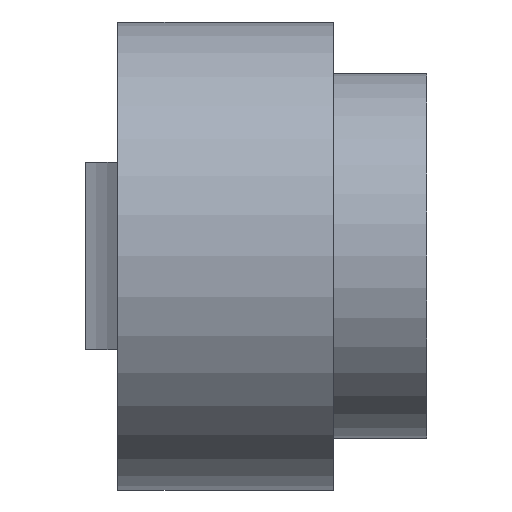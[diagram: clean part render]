
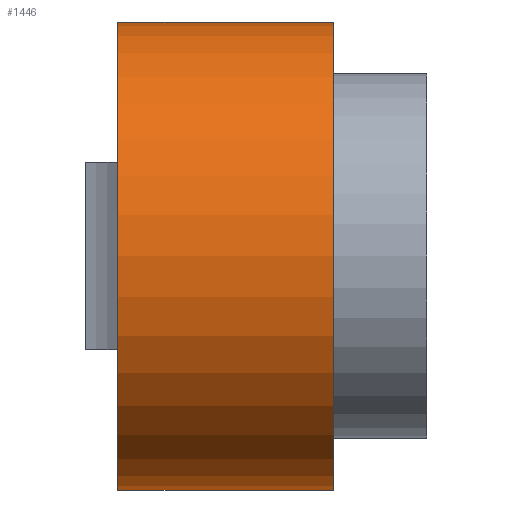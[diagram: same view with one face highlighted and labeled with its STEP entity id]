
A CAD part, front view. The second image highlights one B-rep face of the part: STEP entity #1446.
In plain terms, the highlighted cylindrical face has radius 25 mm (diameter 50 mm), a partial arc.
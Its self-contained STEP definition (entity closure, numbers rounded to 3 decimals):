
#1 = CARTESIAN_POINT ( 'NONE',  ( -143., 0., 0. ) ) ;
#176 = DIRECTION ( 'NONE',  ( 1., 0., 0. ) ) ;
#186 = CYLINDRICAL_SURFACE ( 'NONE', #197, 25. ) ;
#197 = AXIS2_PLACEMENT_3D ( 'NONE', #1, #1222, #1096 ) ;
#286 = DIRECTION ( 'NONE',  ( 0., 0., -1. ) ) ;
#320 = DIRECTION ( 'NONE',  ( 1., 0., 0. ) ) ;
#367 = VERTEX_POINT ( 'NONE', #642 ) ;
#435 = CARTESIAN_POINT ( 'NONE',  ( -143., 0., -25. ) ) ;
#626 = CARTESIAN_POINT ( 'NONE',  ( -120., 0., 25. ) ) ;
#642 = CARTESIAN_POINT ( 'NONE',  ( -143., 0., 25. ) ) ;
#676 = EDGE_CURVE ( 'NONE', #367, #1891, #1345, .T. ) ;
#767 = FACE_OUTER_BOUND ( 'NONE', #1541, .T. ) ;
#769 = VERTEX_POINT ( 'NONE', #1405 ) ;
#804 = CIRCLE ( 'NONE', #1726, 25. ) ;
#824 = DIRECTION ( 'NONE',  ( 0., 0., -1. ) ) ;
#965 = ORIENTED_EDGE ( 'NONE', *, *, #1225, .F. ) ;
#1072 = CARTESIAN_POINT ( 'NONE',  ( -143., 0., 0. ) ) ;
#1096 = DIRECTION ( 'NONE',  ( 0., 0., 1. ) ) ;
#1124 = EDGE_CURVE ( 'NONE', #1891, #769, #1800, .T. ) ;
#1131 = ORIENTED_EDGE ( 'NONE', *, *, #676, .T. ) ;
#1222 = DIRECTION ( 'NONE',  ( 1., 0., 0. ) ) ;
#1225 = EDGE_CURVE ( 'NONE', #1954, #769, #804, .T. ) ;
#1236 = CARTESIAN_POINT ( 'NONE',  ( -143., 0., 25. ) ) ;
#1304 = ORIENTED_EDGE ( 'NONE', *, *, #1965, .F. ) ;
#1327 = ORIENTED_EDGE ( 'NONE', *, *, #1124, .T. ) ;
#1345 = CIRCLE ( 'NONE', #1594, 25. ) ;
#1370 = LINE ( 'NONE', #1236, #1436 ) ;
#1405 = CARTESIAN_POINT ( 'NONE',  ( -120., 0., -25. ) ) ;
#1436 = VECTOR ( 'NONE', #320, 1000. ) ;
#1446 = ADVANCED_FACE ( 'NONE', ( #767 ), #186, .T. ) ;
#1541 = EDGE_LOOP ( 'NONE', ( #1131, #1327, #965, #1304 ) ) ;
#1594 = AXIS2_PLACEMENT_3D ( 'NONE', #1072, #176, #286 ) ;
#1654 = DIRECTION ( 'NONE',  ( 1., 0., 0. ) ) ;
#1670 = VECTOR ( 'NONE', #1654, 1000. ) ;
#1726 = AXIS2_PLACEMENT_3D ( 'NONE', #1890, #1907, #824 ) ;
#1800 = LINE ( 'NONE', #435, #1670 ) ;
#1890 = CARTESIAN_POINT ( 'NONE',  ( -120., 0., 0. ) ) ;
#1891 = VERTEX_POINT ( 'NONE', #1958 ) ;
#1907 = DIRECTION ( 'NONE',  ( 1., 0., 0. ) ) ;
#1954 = VERTEX_POINT ( 'NONE', #626 ) ;
#1958 = CARTESIAN_POINT ( 'NONE',  ( -143., 0., -25. ) ) ;
#1965 = EDGE_CURVE ( 'NONE', #367, #1954, #1370, .T. ) ;
